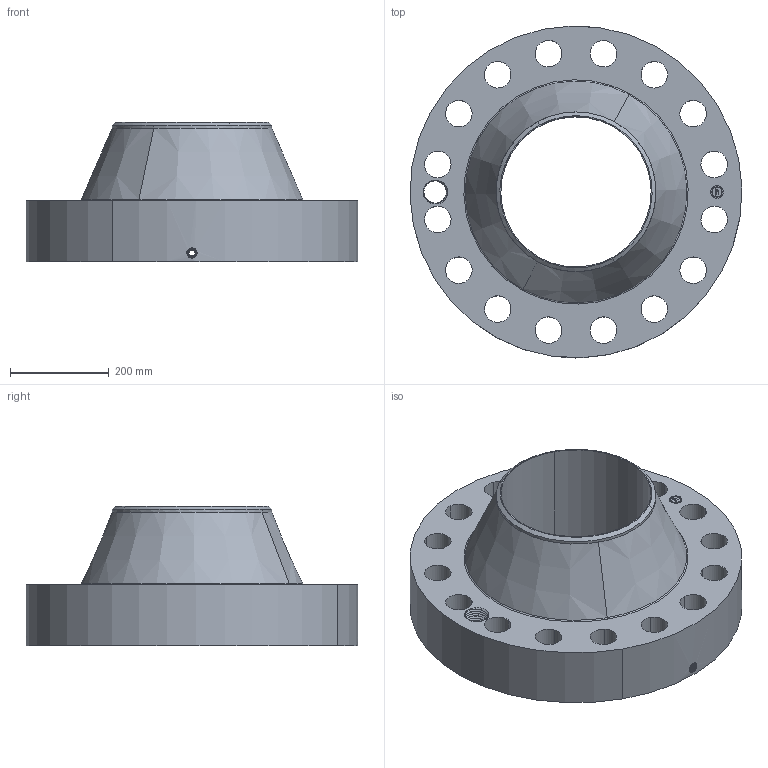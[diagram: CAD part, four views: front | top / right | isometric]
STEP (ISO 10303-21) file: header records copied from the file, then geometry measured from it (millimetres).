
FILE_DESCRIPTION(('3D STEP'),'2;1');
FILE_NAME('12-1500-FF-WELD-NECK-STD-ORIF-FLANGE.stp','2013-11-03T19:01:35+00:00',('Texas Flange'),(''),'CATIA Version 5 Release 20 SP 6 (IN-10)','CATIA V5 STEP AP214','800-826-3801');
FILE_SCHEMA(('AUTOMOTIVE_DESIGN { 1 0 10303 214 1 1 1 1 }'));
Length unit declared in the file: inch
Products named in the file (1): 12-1500-FF-WELD-NECK-STD-ORIF-FLANGE
Bounding box: 672.91 x 673.1 x 282.45 mm (x, y, z)
Volume: 37096820.2 mm3; surface area: 1525186 mm2
Topology: 1 solids, 1 shells, 824 faces, 2242 edges, 1438 vertices
Faces by surface type: plane 368, bspline 280, cylinder 122, cone 48, revolution 4, torus 2
Entity records: 35606 total; most frequent: CARTESIAN_POINT 15392, ORIENTED_EDGE 4484, EDGE_CURVE 2242, DIRECTION 2134, VERTEX_POINT 1438, VECTOR 1209, LINE 1209, B_SPLINE_CURVE_WITH_KNOTS 894
